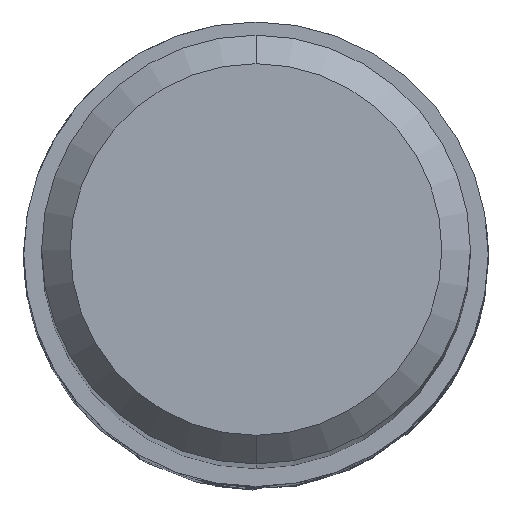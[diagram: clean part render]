
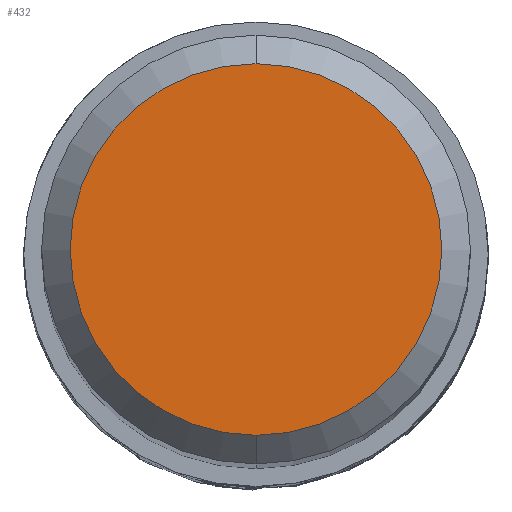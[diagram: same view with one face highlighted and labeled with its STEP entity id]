
A CAD part, top view. The second image highlights one B-rep face of the part: STEP entity #432.
In plain terms, the highlighted planar face has unit normal (0, 0, 1).
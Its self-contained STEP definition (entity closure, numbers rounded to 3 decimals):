
#432=ADVANCED_FACE('',(#1002),#1003,.T.);
#650=EDGE_CURVE('',#810,#830,#1238,.T.);
#788=EDGE_CURVE('',#830,#810,#1392,.T.);
#810=VERTEX_POINT('',#1415);
#830=VERTEX_POINT('',#1438);
#1002=FACE_OUTER_BOUND('',#1930,.T.);
#1003=PLANE('',#1931);
#1238=CIRCLE('',#3943,2.6);
#1392=CIRCLE('',#4730,2.6);
#1415=CARTESIAN_POINT('',(0.,-2.6,0.0));
#1438=CARTESIAN_POINT('',(0.0,2.6,0.0));
#1930=EDGE_LOOP('',(#5160,#5161));
#1931=AXIS2_PLACEMENT_3D('',#5162,#5163,#5164);
#3943=AXIS2_PLACEMENT_3D('',#5401,#5402,#5403);
#4730=AXIS2_PLACEMENT_3D('',#5571,#5572,#5573);
#5160=ORIENTED_EDGE('',*,*,#788,.F.);
#5161=ORIENTED_EDGE('',*,*,#650,.F.);
#5162=CARTESIAN_POINT('',(0.0,1.3,0.0));
#5163=DIRECTION('',(-0.0,0.0,1.0));
#5164=DIRECTION('',(0.0,-1.0,0.0));
#5401=CARTESIAN_POINT('',(0.0,0.0,0.0));
#5402=DIRECTION('',(0.0,0.0,-1.0));
#5403=DIRECTION('',(0.0,1.0,0.0));
#5571=CARTESIAN_POINT('',(0.0,0.0,0.0));
#5572=DIRECTION('',(0.0,0.0,-1.0));
#5573=DIRECTION('',(0.0,1.0,0.0));
